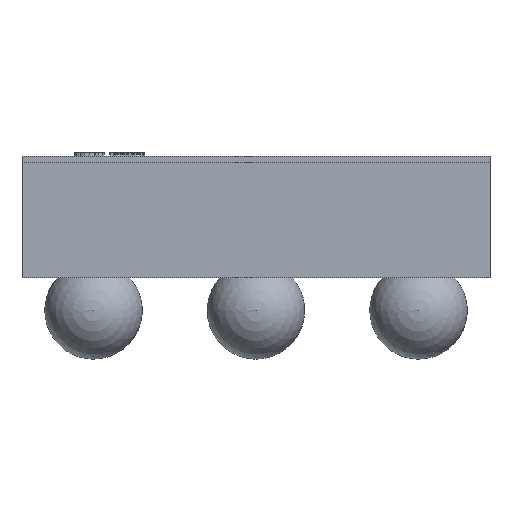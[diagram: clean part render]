
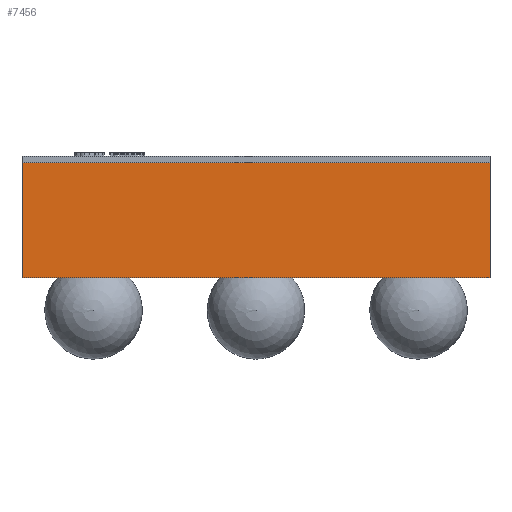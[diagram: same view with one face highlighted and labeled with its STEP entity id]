
A CAD part, front view. The second image highlights one B-rep face of the part: STEP entity #7456.
In plain terms, the highlighted planar face has unit normal (0, -1, 0).
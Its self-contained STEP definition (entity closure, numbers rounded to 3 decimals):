
#95 = VERTEX_POINT ( 'NONE', #9349 ) ;
#496 = CARTESIAN_POINT ( 'NONE',  ( 0.72, -0.72, -0.355 ) ) ;
#758 = VERTEX_POINT ( 'NONE', #4079 ) ;
#1429 = CARTESIAN_POINT ( 'NONE',  ( 0.72, -0.72, -0.355 ) ) ;
#1751 = LINE ( 'NONE', #6479, #5433 ) ;
#2745 = LINE ( 'NONE', #496, #12823 ) ;
#2902 = VERTEX_POINT ( 'NONE', #13884 ) ;
#3132 = EDGE_LOOP ( 'NONE', ( #4804, #13211, #7005, #11336 ) ) ;
#3225 = CARTESIAN_POINT ( 'NONE',  ( 0.72, -0.72, 0. ) ) ;
#3424 = AXIS2_PLACEMENT_3D ( 'NONE', #1429, #9729, #12102 ) ;
#4079 = CARTESIAN_POINT ( 'NONE',  ( -0.72, -0.72, 0. ) ) ;
#4143 = PLANE ( 'NONE',  #3424 ) ;
#4512 = CARTESIAN_POINT ( 'NONE',  ( 0.72, -0.72, -0.355 ) ) ;
#4804 = ORIENTED_EDGE ( 'NONE', *, *, #5118, .T. ) ;
#5007 = FACE_OUTER_BOUND ( 'NONE', #3132, .T. ) ;
#5118 = EDGE_CURVE ( 'NONE', #95, #758, #11498, .T. ) ;
#5433 = VECTOR ( 'NONE', #10208, 1000. ) ;
#5724 = DIRECTION ( 'NONE',  ( -1., 0., 0. ) ) ;
#6447 = DIRECTION ( 'NONE',  ( 0., 0., 1. ) ) ;
#6479 = CARTESIAN_POINT ( 'NONE',  ( -0.72, -0.72, -0.355 ) ) ;
#7005 = ORIENTED_EDGE ( 'NONE', *, *, #7907, .F. ) ;
#7456 = ADVANCED_FACE ( 'NONE', ( #5007 ), #4143, .F. ) ;
#7823 = CARTESIAN_POINT ( 'NONE',  ( 0.72, -0.72, -0.355 ) ) ;
#7907 = EDGE_CURVE ( 'NONE', #13020, #2902, #11846, .T. ) ;
#8379 = EDGE_CURVE ( 'NONE', #2902, #758, #1751, .T. ) ;
#9349 = CARTESIAN_POINT ( 'NONE',  ( 0.72, -0.72, 0. ) ) ;
#9729 = DIRECTION ( 'NONE',  ( 0., 1., 0. ) ) ;
#10039 = EDGE_CURVE ( 'NONE', #13020, #95, #2745, .T. ) ;
#10208 = DIRECTION ( 'NONE',  ( 0., 0., 1. ) ) ;
#10378 = VECTOR ( 'NONE', #5724, 1000. ) ;
#11027 = VECTOR ( 'NONE', #13351, 1000. ) ;
#11336 = ORIENTED_EDGE ( 'NONE', *, *, #10039, .T. ) ;
#11498 = LINE ( 'NONE', #3225, #11027 ) ;
#11846 = LINE ( 'NONE', #4512, #10378 ) ;
#12102 = DIRECTION ( 'NONE',  ( 0., 0., 1. ) ) ;
#12823 = VECTOR ( 'NONE', #6447, 1000. ) ;
#13020 = VERTEX_POINT ( 'NONE', #7823 ) ;
#13211 = ORIENTED_EDGE ( 'NONE', *, *, #8379, .F. ) ;
#13351 = DIRECTION ( 'NONE',  ( -1., 0., 0. ) ) ;
#13884 = CARTESIAN_POINT ( 'NONE',  ( -0.72, -0.72, -0.355 ) ) ;
